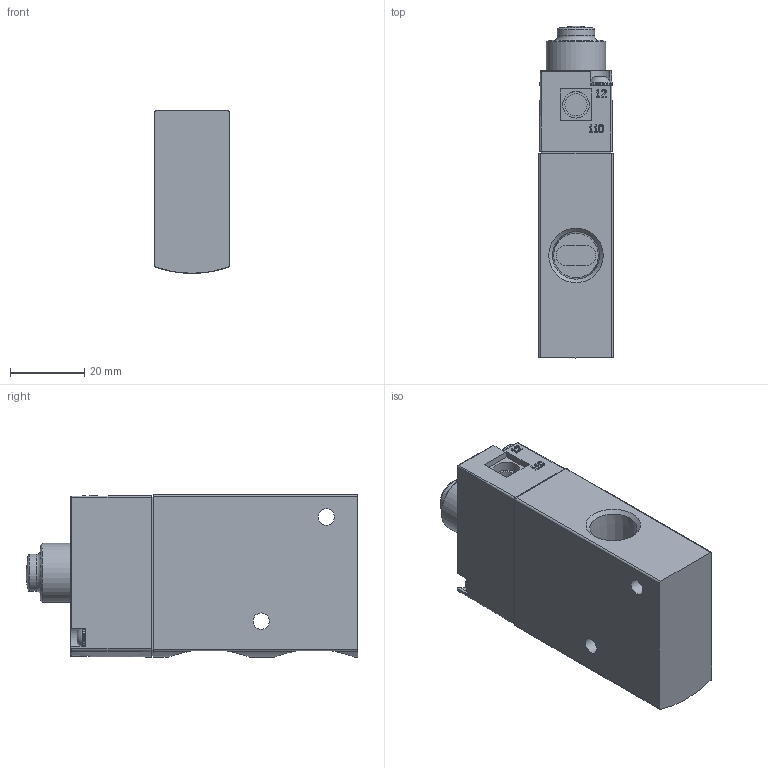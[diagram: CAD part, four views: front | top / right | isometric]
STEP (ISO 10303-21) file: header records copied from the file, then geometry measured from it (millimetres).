
FILE_DESCRIPTION(/* description */ ('STEP AP214'),/* implementation_level */ '2;1');
FILE_NAME(/* name */ '8031334_VMEF-STC-M32-M-N14',/* time_stamp */ '2024-09-16T16:24:05+02:00',/* author */ ('License CC BY-ND 4.0'),/* organization */ ('CADENAS'),/* preprocessor_version */ 'ST-DEVELOPER v19.3',/* originating_system */ 'PARTsolutions',/* authorisation */ ' ');
FILE_SCHEMA (('AUTOMOTIVE_DESIGN {1 0 10303 214 3 1 1}'));
Length unit declared in the file: millimetre
Products named in the file (4): 8031334 VMEF-STC-M32-M-N14---(1); 3530483 VXEF-XTC-M32-N14_valve---(12); 2649437 VMEF_cover---(12); 3395814 VMEF---(schrauben)
Assembly tree (4 placements, depth 2):
  8031334 VMEF-STC-M32-M-N14---(1)
    3530483 VXEF-XTC-M32-N14_valve---(12)
    2649437 VMEF_cover---(12)
    3395814 VMEF---(schrauben)  x2
Bounding box: 20 x 89.2 x 43.72 mm (x, y, z)
Volume: 58087.9 mm3; surface area: 18834.2 mm2
Topology: 4 solids, 4 shells, 212 faces, 521 edges, 341 vertices
Faces by surface type: plane 95, cylinder 79, cone 27, torus 10, sphere 1
Full cylindrical faces by diameter (mm): 2.1 x1, 2.459 x4, 3 x2, 3.5 x2, 4.4 x2, 5.925 x1, 6.8 x2, 7.125 x1, 10 x1, 12.024 x2, 13 x1, 13.2 x1, 15.9 x1
Entity records: 6299 total; most frequent: CARTESIAN_POINT 1007, DIRECTION 926, ORIENTED_EDGE 820, EDGE_CURVE 410, AXIS2_PLACEMENT_3D 348, VERTEX_POINT 299, FACE_BOUND 273, EDGE_LOOP 269
